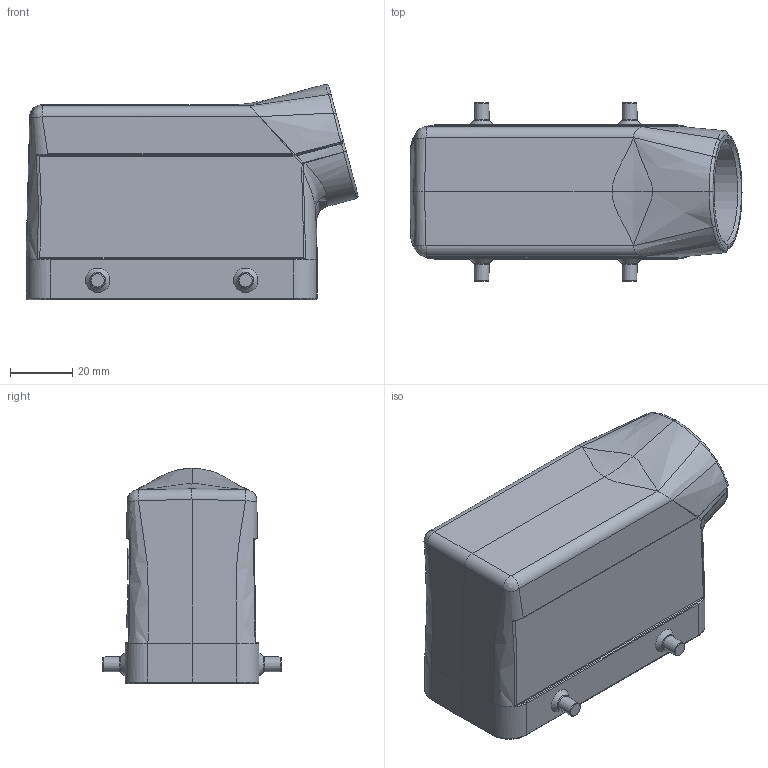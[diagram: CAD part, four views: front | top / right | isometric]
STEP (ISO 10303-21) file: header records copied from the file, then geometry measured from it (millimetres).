
FILE_DESCRIPTION(/* description */ (''),/* implementation_level */ '2;1');
FILE_NAME(/* name */ '100095366ugm000_d.stp',/* time_stamp */ '2017-10-27T12:37:32+02:00',/* author */ (''),/* organization */ (''),/* preprocessor_version */ 'ST-DEVELOPER v16',/* originating_system */ 'SIEMENS PLM Software NX 10.0',/* authorisation */ '');
FILE_SCHEMA (('AUTOMOTIVE_DESIGN { 1 0 10303 214 3 1 1 1 }'));
Length unit declared in the file: millimetre
Products named in the file (1): 100095366ugm000_d
Bounding box: 106.56 x 57.2 x 69.11 mm (x, y, z)
Volume: 67493.3 mm3; surface area: 39689.9 mm2
Topology: 1 solids, 1 shells, 420 faces, 1559 edges, 1685 vertices
Faces by surface type: plane 145, bspline 138, cylinder 96, cone 29, torus 12
Full cylindrical faces by diameter (mm): 3 x4, 28 x1, 32 x1
Entity records: 20878 total; most frequent: CARTESIAN_POINT 8320, ORIENTED_EDGE 1902, DIRECTION 1728, EDGE_CURVE 951, PRESENTATION_STYLE_ASSIGNMENT 649, B_SPLINE_CURVE_WITH_KNOTS 620, VERTEX_POINT 586, LINE 576
